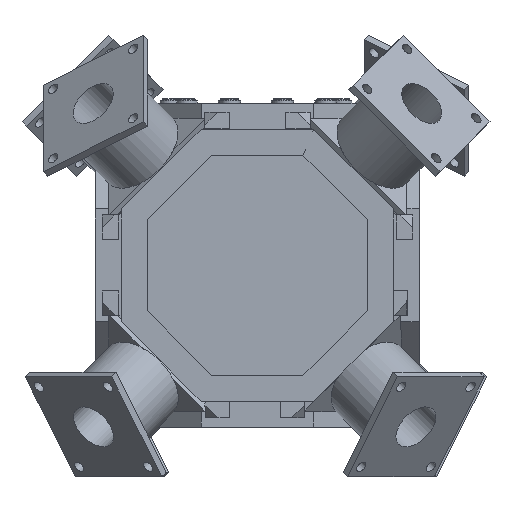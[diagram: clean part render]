
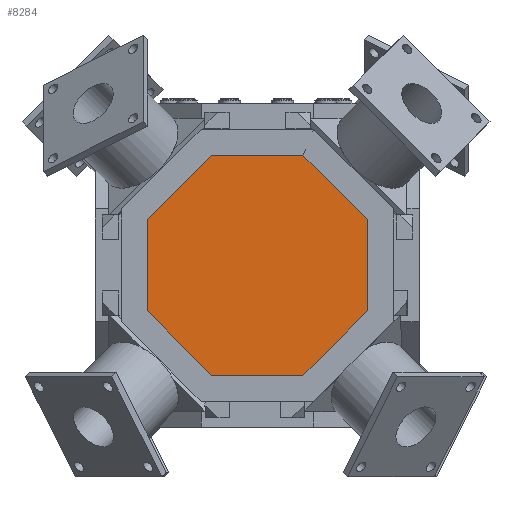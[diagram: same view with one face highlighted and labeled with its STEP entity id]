
A CAD part, left-side view. The second image highlights one B-rep face of the part: STEP entity #8284.
In plain terms, the highlighted planar face has unit normal (-1, 0, 0).
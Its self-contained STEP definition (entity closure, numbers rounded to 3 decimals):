
#760=PLANE('',#9058);
#1219=FACE_OUTER_BOUND('',#1738,.T.);
#1738=EDGE_LOOP('',(#7688,#7689,#7690,#7691,#7692,#7693,#7694,#7695));
#2634=LINE('',#13621,#3567);
#2638=LINE('',#13629,#3571);
#2641=LINE('',#13635,#3574);
#2644=LINE('',#13641,#3577);
#2647=LINE('',#13647,#3580);
#2650=LINE('',#13653,#3583);
#2653=LINE('',#13659,#3586);
#2656=LINE('',#13664,#3589);
#3567=VECTOR('',#11261,10.);
#3571=VECTOR('',#11267,10.);
#3574=VECTOR('',#11272,10.);
#3577=VECTOR('',#11277,10.);
#3580=VECTOR('',#11282,10.);
#3583=VECTOR('',#11287,10.);
#3586=VECTOR('',#11292,10.);
#3589=VECTOR('',#11297,10.);
#4358=VERTEX_POINT('',#13619);
#4359=VERTEX_POINT('',#13620);
#4362=VERTEX_POINT('',#13628);
#4364=VERTEX_POINT('',#13634);
#4366=VERTEX_POINT('',#13640);
#4368=VERTEX_POINT('',#13646);
#4370=VERTEX_POINT('',#13652);
#4372=VERTEX_POINT('',#13658);
#5460=EDGE_CURVE('',#4358,#4359,#2634,.T.);
#5464=EDGE_CURVE('',#4359,#4362,#2638,.T.);
#5467=EDGE_CURVE('',#4362,#4364,#2641,.T.);
#5470=EDGE_CURVE('',#4364,#4366,#2644,.T.);
#5473=EDGE_CURVE('',#4366,#4368,#2647,.T.);
#5476=EDGE_CURVE('',#4368,#4370,#2650,.T.);
#5479=EDGE_CURVE('',#4370,#4372,#2653,.T.);
#5482=EDGE_CURVE('',#4372,#4358,#2656,.T.);
#7688=ORIENTED_EDGE('',*,*,#5482,.T.);
#7689=ORIENTED_EDGE('',*,*,#5460,.T.);
#7690=ORIENTED_EDGE('',*,*,#5464,.T.);
#7691=ORIENTED_EDGE('',*,*,#5467,.T.);
#7692=ORIENTED_EDGE('',*,*,#5470,.T.);
#7693=ORIENTED_EDGE('',*,*,#5473,.T.);
#7694=ORIENTED_EDGE('',*,*,#5476,.T.);
#7695=ORIENTED_EDGE('',*,*,#5479,.T.);
#8284=ADVANCED_FACE('',(#1219),#760,.F.);
#9058=AXIS2_PLACEMENT_3D('',#13667,#11301,#11302);
#11261=DIRECTION('',(0.,0.707,-0.707));
#11267=DIRECTION('',(0.,0.,-1.));
#11272=DIRECTION('',(0.,-0.707,-0.707));
#11277=DIRECTION('',(0.,-1.,0.));
#11282=DIRECTION('',(0.,-0.707,0.707));
#11287=DIRECTION('',(0.,0.,1.));
#11292=DIRECTION('',(0.,0.707,0.707));
#11297=DIRECTION('',(0.,1.,0.));
#11301=DIRECTION('center_axis',(1.,0.,0.));
#11302=DIRECTION('ref_axis',(0.,1.,0.));
#13619=CARTESIAN_POINT('',(-80.49,127.09,-0.875));
#13620=CARTESIAN_POINT('',(-80.49,166.581,-40.366));
#13621=CARTESIAN_POINT('',(-80.49,127.09,-0.875));
#13628=CARTESIAN_POINT('',(-80.49,166.581,-96.215));
#13629=CARTESIAN_POINT('',(-80.49,166.581,-40.366));
#13634=CARTESIAN_POINT('',(-80.49,127.09,-135.706));
#13635=CARTESIAN_POINT('',(-80.49,166.581,-96.215));
#13640=CARTESIAN_POINT('',(-80.49,71.241,-135.706));
#13641=CARTESIAN_POINT('',(-80.49,127.09,-135.706));
#13646=CARTESIAN_POINT('',(-80.49,31.75,-96.215));
#13647=CARTESIAN_POINT('',(-80.49,71.241,-135.706));
#13652=CARTESIAN_POINT('',(-80.49,31.75,-40.366));
#13653=CARTESIAN_POINT('',(-80.49,31.75,-96.215));
#13658=CARTESIAN_POINT('',(-80.49,71.241,-0.875));
#13659=CARTESIAN_POINT('',(-80.49,31.75,-40.366));
#13664=CARTESIAN_POINT('',(-80.49,71.241,-0.875));
#13667=CARTESIAN_POINT('Origin',(-80.49,99.165,-68.29));
